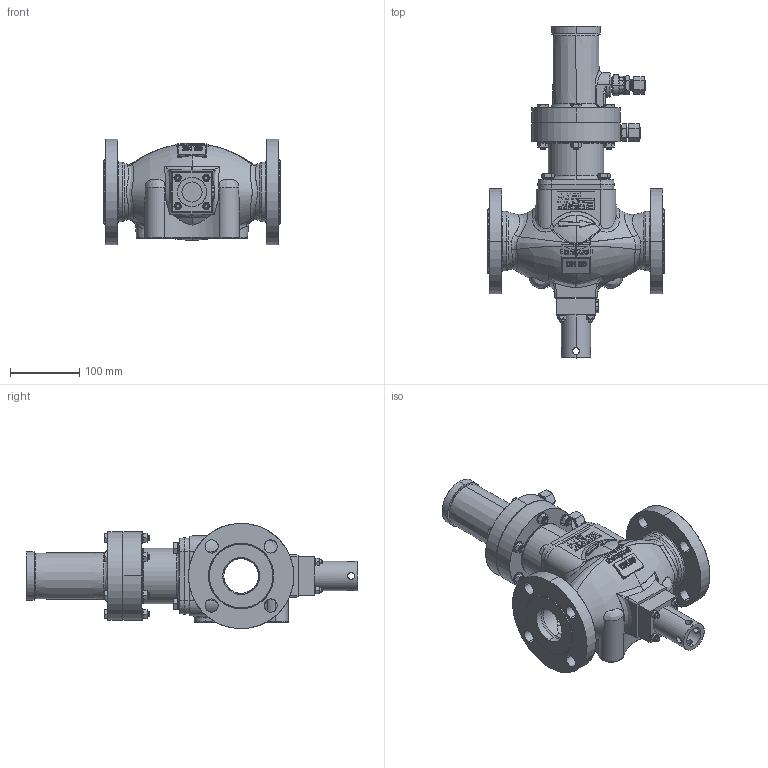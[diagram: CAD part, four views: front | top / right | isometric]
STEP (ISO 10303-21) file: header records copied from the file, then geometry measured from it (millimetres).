
FILE_DESCRIPTION (( 'STEP AP214' ), '1' );
FILE_NAME ('MB_HON720_DN_50_Class_150_K5.STEP', '2017-03-02T10:48:29', ( '' ), ( '' ), 'SwSTEP 2.0', 'SolidWorks 2015', '' );
FILE_SCHEMA (( 'AUTOMOTIVE_DESIGN' ));
Length unit declared in the file: millimetre
Products named in the file (1): MB_HON720_DN_50_Class_150_K5
Bounding box: 254 x 478.88 x 152 mm (x, y, z)
Surface area: 363071.9 mm2 (no closed solid volume)
Topology: 0 solids, 998 shells, 1208 faces, 6016 edges, 5797 vertices
Faces by surface type: plane 468, bspline 312, cylinder 230, cone 198
Entity records: 136744 total; most frequent: CARTESIAN_POINT 96318, ORIENTED_EDGE 6483, DIRECTION 6006, EDGE_CURVE 5999, VERTEX_POINT 5797, B_SPLINE_CURVE_WITH_KNOTS 2791, LINE 2176, VECTOR 2176
